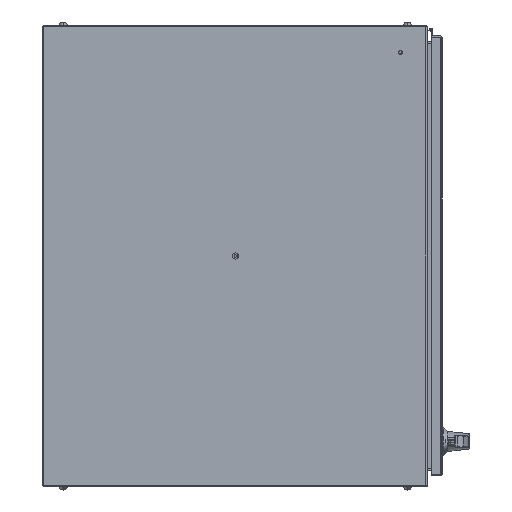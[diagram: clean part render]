
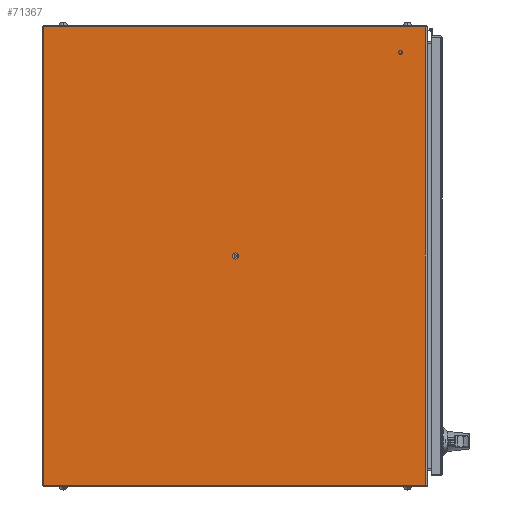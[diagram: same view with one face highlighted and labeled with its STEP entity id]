
A CAD part, front view. The second image highlights one B-rep face of the part: STEP entity #71367.
In plain terms, the highlighted face is planar.
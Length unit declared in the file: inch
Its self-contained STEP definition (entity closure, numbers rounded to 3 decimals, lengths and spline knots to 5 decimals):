
#4447 = CARTESIAN_POINT ( 'NONE',  ( -17.935, -14.857, 0. ) ) ;
#5757 = CARTESIAN_POINT ( 'NONE',  ( -17.935, -14.857, 0. ) ) ;
#7507 = CARTESIAN_POINT ( 'NONE',  ( 17.935, -15., 0. ) ) ;
#14278 = VERTEX_POINT ( 'NONE', #44865 ) ;
#18358 = EDGE_CURVE ( 'NONE', #99563, #14278, #81297, .T. ) ;
#18645 = EDGE_CURVE ( 'NONE', #14278, #38976, #37748, .T. ) ;
#18895 = CARTESIAN_POINT ( 'NONE',  ( -17.935, 15., 0. ) ) ;
#18944 = DIRECTION ( 'NONE',  ( 0., -1., 0. ) ) ;
#22459 = ORIENTED_EDGE ( 'NONE', *, *, #82629, .F. ) ;
#22580 = AXIS2_PLACEMENT_3D ( 'NONE', #53387, #45501, #89472 ) ;
#25149 = VECTOR ( 'NONE', #78881, 39.37008 ) ;
#30242 = DIRECTION ( 'NONE',  ( -1., 0., 0. ) ) ;
#31754 = LINE ( 'NONE', #85200, #44288 ) ;
#36239 = CARTESIAN_POINT ( 'NONE',  ( 17.935, 15., 0. ) ) ;
#36488 = FACE_OUTER_BOUND ( 'NONE', #88803, .T. ) ;
#37748 = LINE ( 'NONE', #7507, #25149 ) ;
#38976 = VERTEX_POINT ( 'NONE', #36239 ) ;
#42203 = ORIENTED_EDGE ( 'NONE', *, *, #18645, .F. ) ;
#44288 = VECTOR ( 'NONE', #30242, 39.37008 ) ;
#44865 = CARTESIAN_POINT ( 'NONE',  ( 17.935, -14.857, 0. ) ) ;
#45501 = DIRECTION ( 'NONE',  ( 0., 0., 1. ) ) ;
#53387 = CARTESIAN_POINT ( 'NONE',  ( -17.935, -15., 0. ) ) ;
#53395 = CARTESIAN_POINT ( 'NONE',  ( -17.935, -15., 0. ) ) ;
#66027 = DIRECTION ( 'NONE',  ( 1., 0., 0. ) ) ;
#67605 = PLANE ( 'NONE',  #22580 ) ;
#71367 = ADVANCED_FACE ( 'NONE', ( #36488 ), #67605, .F. ) ;
#78881 = DIRECTION ( 'NONE',  ( 0., 1., 0. ) ) ;
#81297 = LINE ( 'NONE', #4447, #93851 ) ;
#81946 = VERTEX_POINT ( 'NONE', #18895 ) ;
#82629 = EDGE_CURVE ( 'NONE', #81946, #99563, #97998, .T. ) ;
#85200 = CARTESIAN_POINT ( 'NONE',  ( -17.935, 15., 0. ) ) ;
#88803 = EDGE_LOOP ( 'NONE', ( #107854, #22459, #114664, #42203 ) ) ;
#89472 = DIRECTION ( 'NONE',  ( 1., 0., 0. ) ) ;
#93851 = VECTOR ( 'NONE', #66027, 39.37008 ) ;
#96828 = EDGE_CURVE ( 'NONE', #38976, #81946, #31754, .T. ) ;
#97998 = LINE ( 'NONE', #53395, #102159 ) ;
#99563 = VERTEX_POINT ( 'NONE', #5757 ) ;
#102159 = VECTOR ( 'NONE', #18944, 39.37008 ) ;
#107854 = ORIENTED_EDGE ( 'NONE', *, *, #18358, .F. ) ;
#114664 = ORIENTED_EDGE ( 'NONE', *, *, #96828, .F. ) ;
